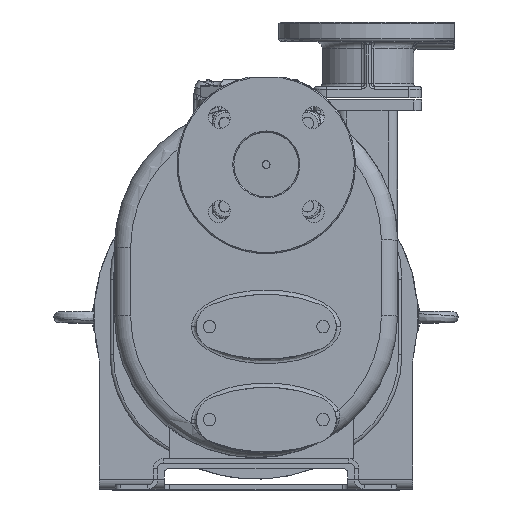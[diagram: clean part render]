
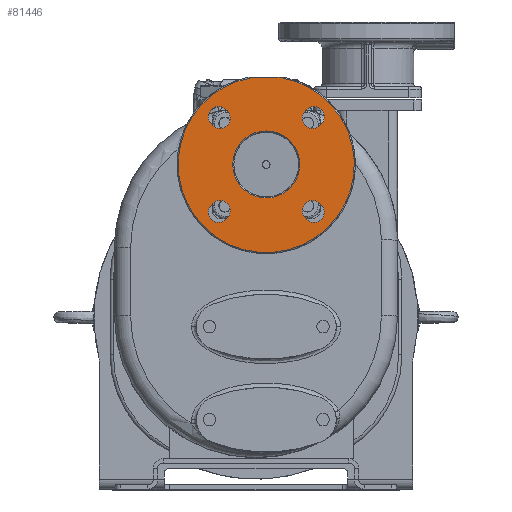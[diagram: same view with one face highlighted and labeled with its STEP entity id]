
A CAD part, top view. The second image highlights one B-rep face of the part: STEP entity #81446.
In plain terms, the highlighted planar face has unit normal (0, 0, 1).
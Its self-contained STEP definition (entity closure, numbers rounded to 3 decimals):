
#23624=CARTESIAN_POINT('',(9.5,271.,174.));
#23625=DIRECTION('',(0.,0.,1.));
#23626=DIRECTION('',(-0.156,0.988,0.));
#23627=AXIS2_PLACEMENT_3D('',#23624,#23625,#23626);
#23650=DIRECTION('',(1.,0.,0.));
#23651=VECTOR('',#23650,25.456);
#23652=CARTESIAN_POINT('',(-3.228,351.5,174.));
#23653=LINE('',#23652,#23651);
#23654=CARTESIAN_POINT('',(9.5,271.,174.));
#23655=DIRECTION('',(0.,0.,1.));
#23656=DIRECTION('',(0.,1.,0.));
#23657=AXIS2_PLACEMENT_3D('',#23654,#23655,#23656);
#23659=CARTESIAN_POINT('',(9.5,271.,174.));
#23660=DIRECTION('',(0.,0.,1.));
#23661=DIRECTION('',(0.,-1.,0.));
#23662=AXIS2_PLACEMENT_3D('',#23659,#23660,#23661);
#23664=DIRECTION('',(0.707,0.707,0.));
#23665=VECTOR('',#23664,2.);
#23666=CARTESIAN_POINT('',(58.997,307.062,174.));
#23667=LINE('',#23666,#23665);
#23668=CARTESIAN_POINT('',(53.694,315.194,174.));
#23669=DIRECTION('',(0.,0.,1.));
#23670=DIRECTION('',(0.707,-0.707,0.));
#23671=AXIS2_PLACEMENT_3D('',#23668,#23669,#23670);
#23673=DIRECTION('',(-0.707,-0.707,0.));
#23674=VECTOR('',#23673,2.);
#23675=CARTESIAN_POINT('',(46.977,321.912,174.));
#23676=LINE('',#23675,#23674);
#23677=CARTESIAN_POINT('',(52.28,313.78,174.));
#23678=DIRECTION('',(0.,0.,1.));
#23679=DIRECTION('',(-0.707,0.707,0.));
#23680=AXIS2_PLACEMENT_3D('',#23677,#23678,#23679);
#23682=DIRECTION('',(-0.707,0.707,0.));
#23683=VECTOR('',#23682,2.);
#23684=CARTESIAN_POINT('',(-26.562,320.497,174.));
#23685=LINE('',#23684,#23683);
#23686=CARTESIAN_POINT('',(-34.694,315.194,174.));
#23687=DIRECTION('',(0.,0.,1.));
#23688=DIRECTION('',(0.707,0.707,0.));
#23689=AXIS2_PLACEMENT_3D('',#23686,#23687,#23688);
#23691=DIRECTION('',(0.707,-0.707,0.));
#23692=VECTOR('',#23691,2.);
#23693=CARTESIAN_POINT('',(-41.412,308.477,174.));
#23694=LINE('',#23693,#23692);
#23695=CARTESIAN_POINT('',(-33.28,313.78,174.));
#23696=DIRECTION('',(0.,0.,1.));
#23697=DIRECTION('',(-0.707,-0.707,0.));
#23698=AXIS2_PLACEMENT_3D('',#23695,#23696,#23697);
#23700=DIRECTION('',(-0.707,-0.707,0.));
#23701=VECTOR('',#23700,2.);
#23702=CARTESIAN_POINT('',(-39.997,234.938,174.));
#23703=LINE('',#23702,#23701);
#23704=CARTESIAN_POINT('',(-34.694,226.806,174.));
#23705=DIRECTION('',(0.,0.,1.));
#23706=DIRECTION('',(-0.707,0.707,0.));
#23707=AXIS2_PLACEMENT_3D('',#23704,#23705,#23706);
#23709=DIRECTION('',(0.707,0.707,0.));
#23710=VECTOR('',#23709,2.);
#23711=CARTESIAN_POINT('',(-27.977,220.088,174.));
#23712=LINE('',#23711,#23710);
#23713=CARTESIAN_POINT('',(-33.28,228.22,174.));
#23714=DIRECTION('',(0.,0.,1.));
#23715=DIRECTION('',(0.707,-0.707,0.));
#23716=AXIS2_PLACEMENT_3D('',#23713,#23714,#23715);
#23718=DIRECTION('',(0.707,-0.707,0.));
#23719=VECTOR('',#23718,2.);
#23720=CARTESIAN_POINT('',(45.562,221.503,174.));
#23721=LINE('',#23720,#23719);
#23722=CARTESIAN_POINT('',(53.694,226.806,174.));
#23723=DIRECTION('',(0.,0.,1.));
#23724=DIRECTION('',(-0.707,-0.707,0.));
#23725=AXIS2_PLACEMENT_3D('',#23722,#23723,#23724);
#23727=DIRECTION('',(-0.707,0.707,0.));
#23728=VECTOR('',#23727,2.);
#23729=CARTESIAN_POINT('',(60.412,233.523,174.));
#23730=LINE('',#23729,#23728);
#23731=CARTESIAN_POINT('',(52.28,228.22,174.));
#23732=DIRECTION('',(0.,0.,1.));
#23733=DIRECTION('',(0.707,0.707,0.));
#23734=AXIS2_PLACEMENT_3D('',#23731,#23732,#23733);
#45647=CARTESIAN_POINT('',(58.997,307.062,174.));
#45648=CARTESIAN_POINT('',(60.412,308.477,174.));
#45649=VERTEX_POINT('',#45647);
#45650=VERTEX_POINT('',#45648);
#45651=CARTESIAN_POINT('',(46.977,321.912,174.));
#45652=VERTEX_POINT('',#45651);
#45653=CARTESIAN_POINT('',(45.562,320.497,174.));
#45654=VERTEX_POINT('',#45653);
#45663=CARTESIAN_POINT('',(-26.562,320.497,174.));
#45664=CARTESIAN_POINT('',(-27.977,321.912,174.));
#45665=VERTEX_POINT('',#45663);
#45666=VERTEX_POINT('',#45664);
#45667=CARTESIAN_POINT('',(-41.412,308.477,174.));
#45668=VERTEX_POINT('',#45667);
#45669=CARTESIAN_POINT('',(-39.997,307.062,174.));
#45670=VERTEX_POINT('',#45669);
#45679=CARTESIAN_POINT('',(-39.997,234.938,174.));
#45680=CARTESIAN_POINT('',(-41.412,233.523,174.));
#45681=VERTEX_POINT('',#45679);
#45682=VERTEX_POINT('',#45680);
#45683=CARTESIAN_POINT('',(-27.977,220.088,174.));
#45684=VERTEX_POINT('',#45683);
#45685=CARTESIAN_POINT('',(-26.562,221.503,174.));
#45686=VERTEX_POINT('',#45685);
#45695=CARTESIAN_POINT('',(45.562,221.503,174.));
#45696=CARTESIAN_POINT('',(46.977,220.088,174.));
#45697=VERTEX_POINT('',#45695);
#45698=VERTEX_POINT('',#45696);
#45699=CARTESIAN_POINT('',(60.412,233.523,174.));
#45700=VERTEX_POINT('',#45699);
#45701=CARTESIAN_POINT('',(58.997,234.938,174.));
#45702=VERTEX_POINT('',#45701);
#45711=CARTESIAN_POINT('',(-3.228,351.5,174.));
#45712=CARTESIAN_POINT('',(22.228,351.5,174.));
#45713=VERTEX_POINT('',#45711);
#45714=VERTEX_POINT('',#45712);
#45909=CARTESIAN_POINT('',(9.5,302.,174.));
#45910=CARTESIAN_POINT('',(9.5,240.,174.));
#45911=VERTEX_POINT('',#45909);
#45912=VERTEX_POINT('',#45910);
#81391=CARTESIAN_POINT('',(9.5,271.,174.));
#81392=DIRECTION('',(0.,0.,1.));
#81393=DIRECTION('',(0.,-1.,0.));
#81394=AXIS2_PLACEMENT_3D('',#81391,#81392,#81393);
#81395=PLANE('',#81394);
#81396=ORIENTED_EDGE('',*,*,#81366,.T.);
#81397=ORIENTED_EDGE('',*,*,#81382,.F.);
#81398=EDGE_LOOP('',(#81396,#81397));
#81399=FACE_OUTER_BOUND('',#81398,.F.);
#81401=ORIENTED_EDGE('',*,*,#81400,.T.);
#81403=ORIENTED_EDGE('',*,*,#81402,.T.);
#81404=EDGE_LOOP('',(#81401,#81403));
#81405=FACE_BOUND('',#81404,.F.);
#81407=ORIENTED_EDGE('',*,*,#81406,.T.);
#81409=ORIENTED_EDGE('',*,*,#81408,.T.);
#81411=ORIENTED_EDGE('',*,*,#81410,.T.);
#81413=ORIENTED_EDGE('',*,*,#81412,.T.);
#81414=EDGE_LOOP('',(#81407,#81409,#81411,#81413));
#81415=FACE_BOUND('',#81414,.F.);
#81417=ORIENTED_EDGE('',*,*,#81416,.T.);
#81419=ORIENTED_EDGE('',*,*,#81418,.T.);
#81421=ORIENTED_EDGE('',*,*,#81420,.T.);
#81423=ORIENTED_EDGE('',*,*,#81422,.T.);
#81424=EDGE_LOOP('',(#81417,#81419,#81421,#81423));
#81425=FACE_BOUND('',#81424,.F.);
#81427=ORIENTED_EDGE('',*,*,#81426,.T.);
#81429=ORIENTED_EDGE('',*,*,#81428,.T.);
#81431=ORIENTED_EDGE('',*,*,#81430,.T.);
#81433=ORIENTED_EDGE('',*,*,#81432,.T.);
#81434=EDGE_LOOP('',(#81427,#81429,#81431,#81433));
#81435=FACE_BOUND('',#81434,.F.);
#81437=ORIENTED_EDGE('',*,*,#81436,.T.);
#81439=ORIENTED_EDGE('',*,*,#81438,.T.);
#81441=ORIENTED_EDGE('',*,*,#81440,.T.);
#81443=ORIENTED_EDGE('',*,*,#81442,.T.);
#81444=EDGE_LOOP('',(#81437,#81439,#81441,#81443));
#81445=FACE_BOUND('',#81444,.F.);
#81446=ADVANCED_FACE('',(#81399,#81405,#81415,#81425,#81435,#81445),#81395,.T.);
#23628=CIRCLE('',#23627,81.5);
#23658=CIRCLE('',#23657,31.);
#23663=CIRCLE('',#23662,31.);
#23672=CIRCLE('',#23671,9.5);
#23681=CIRCLE('',#23680,9.5);
#23690=CIRCLE('',#23689,9.5);
#23699=CIRCLE('',#23698,9.5);
#23708=CIRCLE('',#23707,9.5);
#23717=CIRCLE('',#23716,9.5);
#23726=CIRCLE('',#23725,9.5);
#23735=CIRCLE('',#23734,9.5);
#81366=EDGE_CURVE('',#45713,#45714,#23653,.T.);
#81382=EDGE_CURVE('',#45713,#45714,#23628,.T.);
#81400=EDGE_CURVE('',#45911,#45912,#23658,.T.);
#81402=EDGE_CURVE('',#45912,#45911,#23663,.T.);
#81406=EDGE_CURVE('',#45649,#45650,#23667,.T.);
#81408=EDGE_CURVE('',#45650,#45652,#23672,.T.);
#81410=EDGE_CURVE('',#45652,#45654,#23676,.T.);
#81412=EDGE_CURVE('',#45654,#45649,#23681,.T.);
#81416=EDGE_CURVE('',#45665,#45666,#23685,.T.);
#81418=EDGE_CURVE('',#45666,#45668,#23690,.T.);
#81420=EDGE_CURVE('',#45668,#45670,#23694,.T.);
#81422=EDGE_CURVE('',#45670,#45665,#23699,.T.);
#81426=EDGE_CURVE('',#45681,#45682,#23703,.T.);
#81428=EDGE_CURVE('',#45682,#45684,#23708,.T.);
#81430=EDGE_CURVE('',#45684,#45686,#23712,.T.);
#81432=EDGE_CURVE('',#45686,#45681,#23717,.T.);
#81436=EDGE_CURVE('',#45697,#45698,#23721,.T.);
#81438=EDGE_CURVE('',#45698,#45700,#23726,.T.);
#81440=EDGE_CURVE('',#45700,#45702,#23730,.T.);
#81442=EDGE_CURVE('',#45702,#45697,#23735,.T.);
